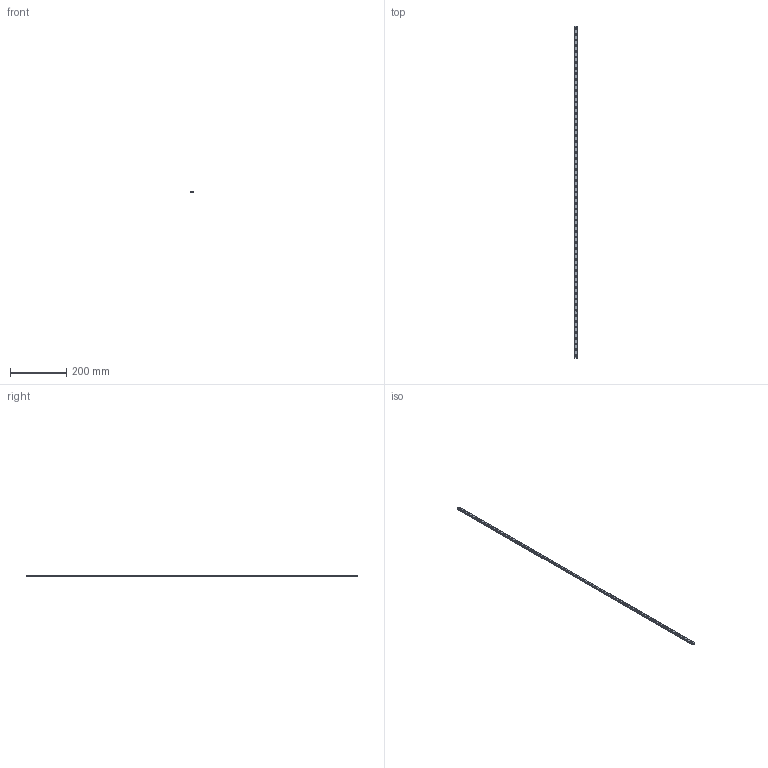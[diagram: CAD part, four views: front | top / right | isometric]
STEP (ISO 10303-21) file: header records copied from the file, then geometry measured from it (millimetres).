
FILE_DESCRIPTION(('STEP AP214'),'1');
FILE_NAME('cctmp_44BC38DC-A304-4DE3-A732-C0A6AA8500AB_2021_02_18_15_09_42_0091..stp','2021-02-18T14:09:42',('HIWIN GmbH'),('CADClick - www.CADClick.com'),'Spatial InterOp 3D',' ','unknown authorization');
FILE_SCHEMA(('AUTOMOTIVE_DESIGN'));
Length unit declared in the file: millimetre
Products named in the file (1): MGNR09R1180CM_FILE
Bounding box: 9 x 1180 x 6.5 mm (x, y, z)
Volume: 58381.1 mm3; surface area: 47738.2 mm2
Topology: 1 solids, 1 shells, 626 faces, 1329 edges, 886 vertices
Faces by surface type: cylinder 370, plane 256
Entity records: 22225 total; most frequent: DIRECTION 3323, CARTESIAN_POINT 2842, ORIENTED_EDGE 2658, AXIS2_PLACEMENT_3D 1367, EDGE_CURVE 1329, VERTEX_POINT 886, EDGE_LOOP 807, CIRCLE 740
